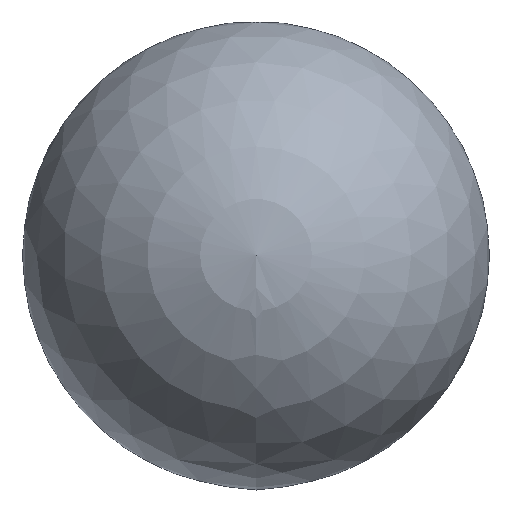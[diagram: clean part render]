
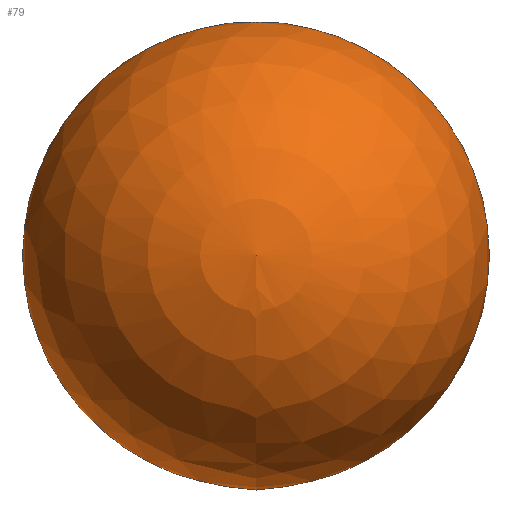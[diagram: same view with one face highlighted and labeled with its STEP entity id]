
A CAD part, left-side view. The second image highlights one B-rep face of the part: STEP entity #79.
In plain terms, the highlighted spherical face has radius 11.5 mm.
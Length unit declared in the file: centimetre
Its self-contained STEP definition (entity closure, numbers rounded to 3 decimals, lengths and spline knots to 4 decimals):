
#29=FACE_OUTER_BOUND('',#36,.T.);
#36=EDGE_LOOP('',(#66));
#48=CIRCLE('',#89,0.7727);
#54=VERTEX_POINT('',#131);
#60=EDGE_CURVE('',#54,#54,#48,.T.);
#66=ORIENTED_EDGE('',*,*,#60,.F.);
#78=SPHERICAL_SURFACE('',#88,1.15);
#79=ADVANCED_FACE('',(#29),#78,.T.);
#88=AXIS2_PLACEMENT_3D('',#130,#103,#104);
#89=AXIS2_PLACEMENT_3D('',#132,#105,#106);
#103=DIRECTION('center_axis',(-1.,0.,0.));
#104=DIRECTION('ref_axis',(0.,0.,-1.));
#105=DIRECTION('center_axis',(1.,0.,0.));
#106=DIRECTION('ref_axis',(0.,0.,-1.));
#130=CARTESIAN_POINT('Origin',(0.,0.,0.));
#131=CARTESIAN_POINT('',(0.8517,0.,-0.7727));
#132=CARTESIAN_POINT('Origin',(0.8517,0.,0.));
